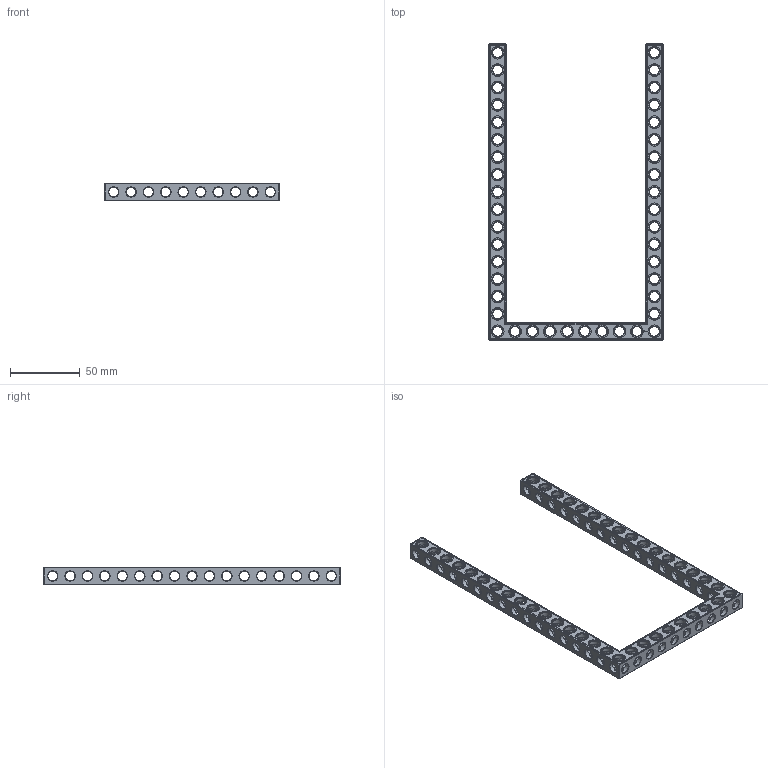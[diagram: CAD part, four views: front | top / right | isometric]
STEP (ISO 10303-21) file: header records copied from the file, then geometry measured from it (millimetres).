
FILE_DESCRIPTION(('FreeCAD Model'),'2;1');
FILE_NAME('Open CASCADE Shape Model','2022-02-26T09:08:50',('Author'),( ''),'Open CASCADE STEP processor 7.5','FreeCAD','Unknown');
FILE_SCHEMA(('AUTOMOTIVE_DESIGN { 1 0 10303 214 1 1 1 1 }'));
Products named in the file (1): Beam AGD ESS USH SYM BU10x17x01 - SPN-BEM-0457 (stemfie.org)
Bounding box: 125 x 212.5 x 12.5 mm (x, y, z)
Volume: 41045.8 mm3; surface area: 36623.3 mm2
Topology: 1 solids, 1 shells, 971 faces, 2975 edges, 1913 vertices
Faces by surface type: plane 426, cylinder 253, cone 170, extrusion 122
Full cylindrical faces by diameter (mm): 6.98 x36, 7 x175, 9.2 x42
Entity records: 239983 total; most frequent: CARTESIAN_POINT 184514, DIRECTION 9041, ORIENTED_EDGE 5950, PCURVE 5950, DEFINITIONAL_REPRESENTATION 5950, VECTOR 5519, LINE 5397, EDGE_CURVE 2975
